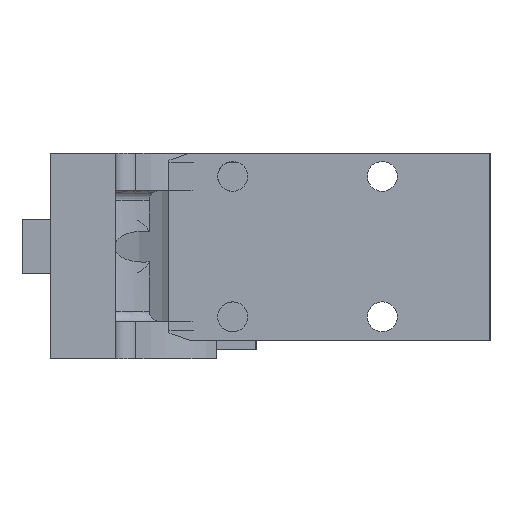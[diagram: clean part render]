
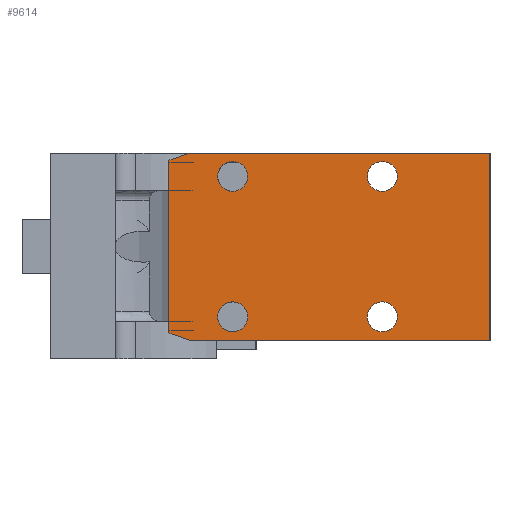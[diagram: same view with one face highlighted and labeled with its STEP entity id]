
A CAD part, left-side view. The second image highlights one B-rep face of the part: STEP entity #9614.
In plain terms, the highlighted planar face has unit normal (-1, 0, 0).
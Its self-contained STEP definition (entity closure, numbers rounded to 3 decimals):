
#42=(
BOUNDED_CURVE()
B_SPLINE_CURVE(2,(#20865,#20866,#20867),.UNSPECIFIED.,.F.,.F.)
B_SPLINE_CURVE_WITH_KNOTS((3,3),(0.79,1.005),
 .UNSPECIFIED.)
CURVE()
GEOMETRIC_REPRESENTATION_ITEM()
RATIONAL_B_SPLINE_CURVE((1.038,1.024,1.))
REPRESENTATION_ITEM('')
);
#43=(
BOUNDED_CURVE()
B_SPLINE_CURVE(2,(#20878,#20879,#20880),.UNSPECIFIED.,.F.,.F.)
B_SPLINE_CURVE_WITH_KNOTS((3,3),(0.,0.215),.UNSPECIFIED.)
CURVE()
GEOMETRIC_REPRESENTATION_ITEM()
RATIONAL_B_SPLINE_CURVE((1.,1.024,1.038))
REPRESENTATION_ITEM('')
);
#200=FACE_BOUND('',#1497,.T.);
#201=FACE_BOUND('',#1498,.T.);
#202=FACE_BOUND('',#1499,.T.);
#203=FACE_BOUND('',#1500,.T.);
#452=PLANE('',#10396);
#941=FACE_OUTER_BOUND('',#1496,.T.);
#1496=EDGE_LOOP('',(#8948,#8949,#8950,#8951,#8952,#8953));
#1497=EDGE_LOOP('',(#8954));
#1498=EDGE_LOOP('',(#8955));
#1499=EDGE_LOOP('',(#8956));
#1500=EDGE_LOOP('',(#8957));
#1812=CIRCLE('',#10369,1.6);
#1813=CIRCLE('',#10371,1.6);
#1814=CIRCLE('',#10373,1.6);
#1815=CIRCLE('',#10375,1.6);
#2738=LINE('',#20048,#3581);
#2753=LINE('',#20126,#3596);
#2863=LINE('',#20573,#3706);
#2904=LINE('',#20915,#3747);
#3581=VECTOR('',#12228,10.);
#3596=VECTOR('',#12295,10.);
#3706=VECTOR('',#12619,10.);
#3747=VECTOR('',#12786,10.);
#4509=VERTEX_POINT('',#20045);
#4510=VERTEX_POINT('',#20047);
#4532=VERTEX_POINT('',#20123);
#4533=VERTEX_POINT('',#20125);
#4656=VERTEX_POINT('',#20722);
#4657=VERTEX_POINT('',#20726);
#4658=VERTEX_POINT('',#20730);
#4665=VERTEX_POINT('',#20789);
#4674=VERTEX_POINT('',#20861);
#4677=VERTEX_POINT('',#20877);
#5823=EDGE_CURVE('',#4510,#4509,#2738,.T.);
#5857=EDGE_CURVE('',#4532,#4533,#2753,.T.);
#6025=EDGE_CURVE('',#4533,#4509,#2863,.T.);
#6060=EDGE_CURVE('',#4656,#4656,#1812,.T.);
#6062=EDGE_CURVE('',#4657,#4657,#1813,.T.);
#6064=EDGE_CURVE('',#4658,#4658,#1814,.T.);
#6074=EDGE_CURVE('',#4665,#4665,#1815,.T.);
#6087=EDGE_CURVE('',#4674,#4532,#42,.T.);
#6093=EDGE_CURVE('',#4510,#4677,#43,.T.);
#6110=EDGE_CURVE('',#4677,#4674,#2904,.T.);
#8948=ORIENTED_EDGE('',*,*,#6093,.F.);
#8949=ORIENTED_EDGE('',*,*,#5823,.T.);
#8950=ORIENTED_EDGE('',*,*,#6025,.F.);
#8951=ORIENTED_EDGE('',*,*,#5857,.F.);
#8952=ORIENTED_EDGE('',*,*,#6087,.F.);
#8953=ORIENTED_EDGE('',*,*,#6110,.F.);
#8954=ORIENTED_EDGE('',*,*,#6060,.T.);
#8955=ORIENTED_EDGE('',*,*,#6062,.T.);
#8956=ORIENTED_EDGE('',*,*,#6064,.T.);
#8957=ORIENTED_EDGE('',*,*,#6074,.T.);
#9614=ADVANCED_FACE('',(#941,#200,#201,#202,#203),#452,.T.);
#10369=AXIS2_PLACEMENT_3D('',#20723,#12705,#12706);
#10371=AXIS2_PLACEMENT_3D('',#20727,#12710,#12711);
#10373=AXIS2_PLACEMENT_3D('',#20731,#12715,#12716);
#10375=AXIS2_PLACEMENT_3D('',#20790,#12723,#12724);
#10396=AXIS2_PLACEMENT_3D('',#20914,#12784,#12785);
#12228=DIRECTION('',(0.,-1.,0.));
#12295=DIRECTION('',(0.,-1.,0.));
#12619=DIRECTION('',(0.,0.,-1.));
#12705=DIRECTION('center_axis',(1.,0.,0.));
#12706=DIRECTION('ref_axis',(0.,-1.,0.));
#12710=DIRECTION('center_axis',(1.,0.,0.));
#12711=DIRECTION('ref_axis',(0.,-1.,0.));
#12715=DIRECTION('center_axis',(1.,0.,0.));
#12716=DIRECTION('ref_axis',(0.,-1.,0.));
#12723=DIRECTION('center_axis',(1.,0.,0.));
#12724=DIRECTION('ref_axis',(0.,-1.,0.));
#12784=DIRECTION('center_axis',(-1.,0.,0.));
#12785=DIRECTION('ref_axis',(0.,-1.,0.));
#12786=DIRECTION('',(0.,0.,1.));
#20045=CARTESIAN_POINT('',(10.,-47.,-10.));
#20047=CARTESIAN_POINT('',(10.,-14.894,-10.));
#20048=CARTESIAN_POINT('',(10.,-41.,-10.));
#20123=CARTESIAN_POINT('',(10.,-14.894,10.));
#20125=CARTESIAN_POINT('',(10.,-47.,10.));
#20126=CARTESIAN_POINT('',(10.,-52.7,10.));
#20573=CARTESIAN_POINT('',(10.,-47.,-5.));
#20722=CARTESIAN_POINT('',(10.,-33.9,7.5));
#20723=CARTESIAN_POINT('Origin',(10.,-35.5,7.5));
#20726=CARTESIAN_POINT('',(10.,-33.9,-7.5));
#20727=CARTESIAN_POINT('Origin',(10.,-35.5,-7.5));
#20730=CARTESIAN_POINT('',(10.,-17.9,7.5));
#20731=CARTESIAN_POINT('Origin',(10.,-19.5,7.5));
#20789=CARTESIAN_POINT('',(10.,-17.9,-7.5));
#20790=CARTESIAN_POINT('Origin',(10.,-19.5,-7.5));
#20861=CARTESIAN_POINT('',(10.,-12.7,9.225));
#20865=CARTESIAN_POINT('Ctrl Pts',(10.,-12.7,9.225));
#20866=CARTESIAN_POINT('Ctrl Pts',(10.,-13.758,9.5));
#20867=CARTESIAN_POINT('Ctrl Pts',(10.,-14.894,10.));
#20877=CARTESIAN_POINT('',(10.,-12.7,-9.225));
#20878=CARTESIAN_POINT('Ctrl Pts',(10.,-14.894,-10.));
#20879=CARTESIAN_POINT('Ctrl Pts',(10.,-13.758,-9.5));
#20880=CARTESIAN_POINT('Ctrl Pts',(10.,-12.7,-9.225));
#20914=CARTESIAN_POINT('Origin',(10.,-12.7,0.));
#20915=CARTESIAN_POINT('',(10.,-12.7,0.));
